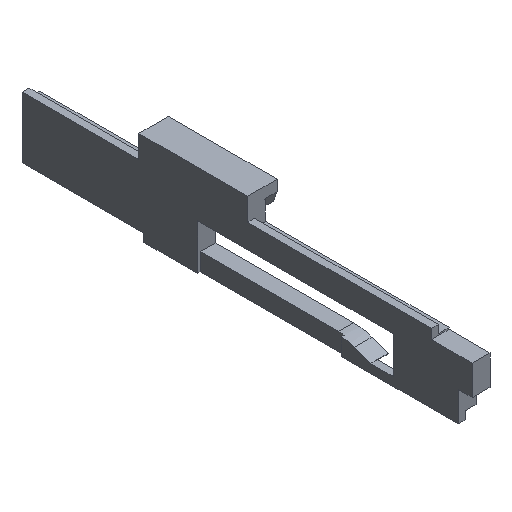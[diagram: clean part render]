
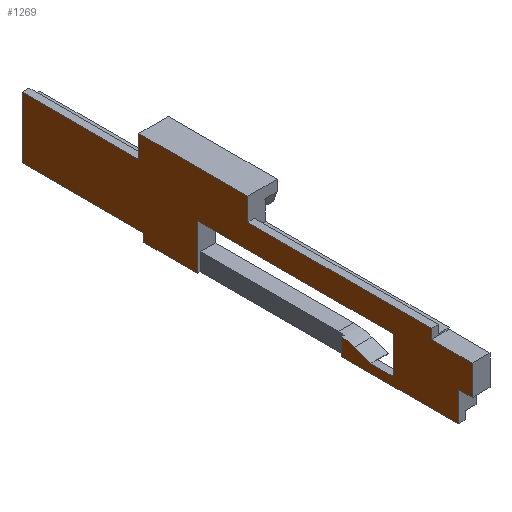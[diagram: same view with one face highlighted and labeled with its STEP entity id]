
A CAD part, isometric view. The second image highlights one B-rep face of the part: STEP entity #1269.
In plain terms, the highlighted planar face has unit normal (-1, 0, 0).
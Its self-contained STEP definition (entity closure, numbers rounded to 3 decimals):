
#18=CIRCLE('',#1347,10.);
#62=FACE_OUTER_BOUND('',#123,.T.);
#123=EDGE_LOOP('',(#1060,#1061,#1062,#1063,#1064,#1065,#1066,#1067,#1068,
#1069,#1070,#1071,#1072,#1073,#1074,#1075,#1076,#1077,#1078,#1079,#1080,
#1081));
#145=LINE('',#1686,#324);
#239=LINE('',#1876,#418);
#244=LINE('',#1885,#423);
#247=LINE('',#1890,#426);
#248=LINE('',#1894,#427);
#257=LINE('',#1913,#436);
#260=LINE('',#1919,#439);
#278=LINE('',#1956,#457);
#282=LINE('',#1964,#461);
#285=LINE('',#1969,#464);
#286=LINE('',#1971,#465);
#287=LINE('',#1973,#466);
#288=LINE('',#1975,#467);
#289=LINE('',#1977,#468);
#290=LINE('',#1979,#469);
#291=LINE('',#1982,#470);
#292=LINE('',#1984,#471);
#293=LINE('',#1986,#472);
#294=LINE('',#1988,#473);
#295=LINE('',#1990,#474);
#296=LINE('',#1991,#475);
#324=VECTOR('',#1373,10.);
#418=VECTOR('',#1503,10.);
#423=VECTOR('',#1510,10.);
#426=VECTOR('',#1515,10.);
#427=VECTOR('',#1518,10.);
#436=VECTOR('',#1531,10.);
#439=VECTOR('',#1536,10.);
#457=VECTOR('',#1590,10.);
#461=VECTOR('',#1598,10.);
#464=VECTOR('',#1601,10.);
#465=VECTOR('',#1604,10.);
#466=VECTOR('',#1605,10.);
#467=VECTOR('',#1606,10.);
#468=VECTOR('',#1607,10.);
#469=VECTOR('',#1608,10.);
#470=VECTOR('',#1611,10.);
#471=VECTOR('',#1612,10.);
#472=VECTOR('',#1613,10.);
#473=VECTOR('',#1614,10.);
#474=VECTOR('',#1615,10.);
#475=VECTOR('',#1616,10.);
#503=VERTEX_POINT('',#1683);
#504=VERTEX_POINT('',#1685);
#581=VERTEX_POINT('',#1873);
#582=VERTEX_POINT('',#1875);
#585=VERTEX_POINT('',#1883);
#586=VERTEX_POINT('',#1888);
#587=VERTEX_POINT('',#1892);
#588=VERTEX_POINT('',#1893);
#595=VERTEX_POINT('',#1910);
#596=VERTEX_POINT('',#1912);
#597=VERTEX_POINT('',#1916);
#598=VERTEX_POINT('',#1918);
#603=VERTEX_POINT('',#1967);
#604=VERTEX_POINT('',#1972);
#605=VERTEX_POINT('',#1974);
#606=VERTEX_POINT('',#1976);
#607=VERTEX_POINT('',#1978);
#608=VERTEX_POINT('',#1981);
#609=VERTEX_POINT('',#1983);
#610=VERTEX_POINT('',#1985);
#611=VERTEX_POINT('',#1987);
#612=VERTEX_POINT('',#1989);
#624=EDGE_CURVE('',#504,#503,#145,.T.);
#719=EDGE_CURVE('',#582,#581,#239,.T.);
#724=EDGE_CURVE('',#585,#581,#244,.T.);
#727=EDGE_CURVE('',#586,#585,#247,.T.);
#728=EDGE_CURVE('',#587,#588,#248,.T.);
#737=EDGE_CURVE('',#596,#595,#257,.T.);
#740=EDGE_CURVE('',#598,#597,#260,.T.);
#759=EDGE_CURVE('',#586,#504,#278,.T.);
#763=EDGE_CURVE('',#595,#598,#282,.T.);
#766=EDGE_CURVE('',#588,#603,#285,.T.);
#767=EDGE_CURVE('',#503,#596,#286,.T.);
#768=EDGE_CURVE('',#597,#604,#287,.T.);
#769=EDGE_CURVE('',#604,#605,#288,.T.);
#770=EDGE_CURVE('',#605,#606,#289,.T.);
#771=EDGE_CURVE('',#606,#607,#290,.T.);
#772=EDGE_CURVE('',#587,#607,#18,.T.);
#773=EDGE_CURVE('',#608,#603,#291,.T.);
#774=EDGE_CURVE('',#609,#608,#292,.T.);
#775=EDGE_CURVE('',#609,#610,#293,.T.);
#776=EDGE_CURVE('',#611,#610,#294,.T.);
#777=EDGE_CURVE('',#612,#611,#295,.T.);
#778=EDGE_CURVE('',#612,#582,#296,.T.);
#1060=ORIENTED_EDGE('',*,*,#624,.T.);
#1061=ORIENTED_EDGE('',*,*,#767,.T.);
#1062=ORIENTED_EDGE('',*,*,#737,.T.);
#1063=ORIENTED_EDGE('',*,*,#763,.T.);
#1064=ORIENTED_EDGE('',*,*,#740,.T.);
#1065=ORIENTED_EDGE('',*,*,#768,.T.);
#1066=ORIENTED_EDGE('',*,*,#769,.T.);
#1067=ORIENTED_EDGE('',*,*,#770,.T.);
#1068=ORIENTED_EDGE('',*,*,#771,.T.);
#1069=ORIENTED_EDGE('',*,*,#772,.F.);
#1070=ORIENTED_EDGE('',*,*,#728,.T.);
#1071=ORIENTED_EDGE('',*,*,#766,.T.);
#1072=ORIENTED_EDGE('',*,*,#773,.F.);
#1073=ORIENTED_EDGE('',*,*,#774,.F.);
#1074=ORIENTED_EDGE('',*,*,#775,.T.);
#1075=ORIENTED_EDGE('',*,*,#776,.F.);
#1076=ORIENTED_EDGE('',*,*,#777,.F.);
#1077=ORIENTED_EDGE('',*,*,#778,.T.);
#1078=ORIENTED_EDGE('',*,*,#719,.T.);
#1079=ORIENTED_EDGE('',*,*,#724,.F.);
#1080=ORIENTED_EDGE('',*,*,#727,.F.);
#1081=ORIENTED_EDGE('',*,*,#759,.T.);
#1209=PLANE('',#1346);
#1269=ADVANCED_FACE('',(#62),#1209,.F.);
#1346=AXIS2_PLACEMENT_3D('',#1970,#1602,#1603);
#1347=AXIS2_PLACEMENT_3D('',#1980,#1609,#1610);
#1373=DIRECTION('',(0.,0.,-1.));
#1503=DIRECTION('',(0.,0.,1.));
#1510=DIRECTION('',(0.,-1.,0.));
#1515=DIRECTION('',(0.,0.,1.));
#1518=DIRECTION('',(0.,0.,-1.));
#1531=DIRECTION('',(0.,0.,-1.));
#1536=DIRECTION('',(0.,0.,1.));
#1590=DIRECTION('',(0.,1.,0.));
#1598=DIRECTION('',(0.,-1.,0.));
#1601=DIRECTION('',(0.,-1.,0.));
#1602=DIRECTION('center_axis',(1.,0.,0.));
#1603=DIRECTION('ref_axis',(0.,1.,0.));
#1604=DIRECTION('',(0.,-1.,0.));
#1605=DIRECTION('',(0.,-1.,0.));
#1606=DIRECTION('',(0.,0.,-1.));
#1607=DIRECTION('',(0.,1.,0.));
#1608=DIRECTION('',(0.,0.94,0.342));
#1609=DIRECTION('center_axis',(1.,0.,0.));
#1610=DIRECTION('ref_axis',(0.,-0.174,0.985));
#1611=DIRECTION('',(0.,0.,-1.));
#1612=DIRECTION('',(0.,1.,0.));
#1613=DIRECTION('',(0.,0.,1.));
#1614=DIRECTION('',(0.,-1.,0.));
#1615=DIRECTION('',(0.,0.,-1.));
#1616=DIRECTION('',(0.,1.,0.));
#1683=CARTESIAN_POINT('',(8.9,102.363,10.761));
#1685=CARTESIAN_POINT('',(8.9,102.363,22.161));
#1686=CARTESIAN_POINT('',(8.9,102.363,16.136));
#1873=CARTESIAN_POINT('',(8.9,60.363,26.361));
#1875=CARTESIAN_POINT('',(8.9,60.363,22.161));
#1876=CARTESIAN_POINT('',(8.9,60.363,25.361));
#1883=CARTESIAN_POINT('',(8.9,80.614,26.361));
#1885=CARTESIAN_POINT('',(8.9,79.693,26.361));
#1888=CARTESIAN_POINT('',(8.9,80.614,22.161));
#1890=CARTESIAN_POINT('',(8.9,80.614,25.361));
#1892=CARTESIAN_POINT('',(8.9,42.863,12.485));
#1893=CARTESIAN_POINT('',(8.9,42.863,9.261));
#1894=CARTESIAN_POINT('',(8.9,42.863,14.098));
#1910=CARTESIAN_POINT('',(8.9,79.693,9.261));
#1912=CARTESIAN_POINT('',(8.9,79.693,10.761));
#1913=CARTESIAN_POINT('',(8.9,79.693,10.761));
#1916=CARTESIAN_POINT('',(8.9,69.693,17.741));
#1918=CARTESIAN_POINT('',(8.9,69.693,9.261));
#1919=CARTESIAN_POINT('',(8.9,69.693,14.061));
#1956=CARTESIAN_POINT('',(8.9,83.863,22.161));
#1964=CARTESIAN_POINT('',(8.9,79.693,9.261));
#1967=CARTESIAN_POINT('',(8.9,21.163,9.261));
#1969=CARTESIAN_POINT('',(8.9,83.863,9.261));
#1970=CARTESIAN_POINT('Origin',(8.9,60.713,15.711));
#1971=CARTESIAN_POINT('',(8.9,102.863,10.761));
#1972=CARTESIAN_POINT('',(8.9,33.293,17.741));
#1973=CARTESIAN_POINT('',(8.9,79.693,17.741));
#1974=CARTESIAN_POINT('',(8.9,33.293,10.841));
#1975=CARTESIAN_POINT('',(8.9,33.293,17.741));
#1976=CARTESIAN_POINT('',(8.9,37.493,10.841));
#1977=CARTESIAN_POINT('',(8.9,33.293,10.841));
#1978=CARTESIAN_POINT('',(8.9,40.507,11.938));
#1979=CARTESIAN_POINT('',(8.9,48.528,14.858));
#1980=CARTESIAN_POINT('Origin',(8.9,43.927,2.541));
#1981=CARTESIAN_POINT('',(8.9,21.163,14.811));
#1982=CARTESIAN_POINT('',(8.9,21.163,14.811));
#1983=CARTESIAN_POINT('',(8.9,18.563,14.811));
#1984=CARTESIAN_POINT('',(8.9,18.563,14.811));
#1985=CARTESIAN_POINT('',(8.9,18.563,20.361));
#1986=CARTESIAN_POINT('',(8.9,18.563,14.811));
#1987=CARTESIAN_POINT('',(8.9,26.163,20.361));
#1988=CARTESIAN_POINT('',(8.9,26.163,20.361));
#1989=CARTESIAN_POINT('',(8.9,26.163,22.161));
#1990=CARTESIAN_POINT('',(8.9,26.163,22.161));
#1991=CARTESIAN_POINT('',(8.9,53.163,22.161));
